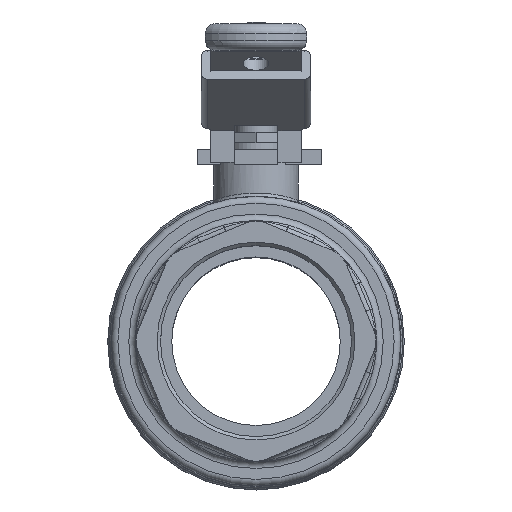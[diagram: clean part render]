
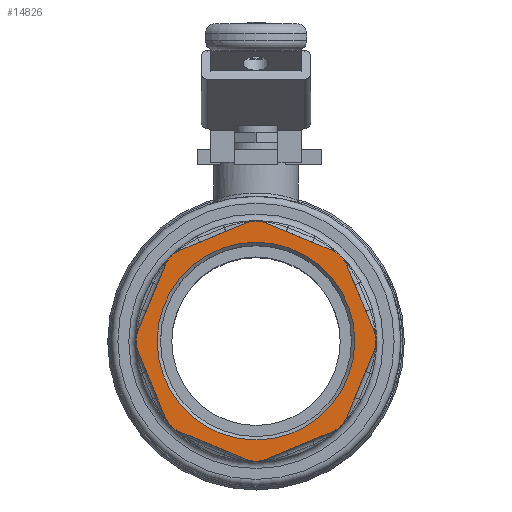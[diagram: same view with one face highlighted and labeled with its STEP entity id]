
A CAD part, top view. The second image highlights one B-rep face of the part: STEP entity #14826.
In plain terms, the highlighted planar face has unit normal (0, 0, 1).
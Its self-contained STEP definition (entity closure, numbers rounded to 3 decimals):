
#438=PLANE('',#15726);
#773=FACE_BOUND('',#1679,.T.);
#835=FACE_OUTER_BOUND('',#1678,.T.);
#1678=EDGE_LOOP('',(#9723,#9724,#9725,#9726,#9727,#9728,#9729,#9730,#9731,
#9732,#9733,#9734,#9735,#9736,#9737,#9738));
#1679=EDGE_LOOP('',(#9739));
#3405=LINE('',#19997,#4517);
#3406=LINE('',#20001,#4518);
#3407=LINE('',#20005,#4519);
#3408=LINE('',#20009,#4520);
#3409=LINE('',#20013,#4521);
#3410=LINE('',#20017,#4522);
#3411=LINE('',#20021,#4523);
#3412=LINE('',#20025,#4524);
#4517=VECTOR('',#16536,10.);
#4518=VECTOR('',#16539,10.);
#4519=VECTOR('',#16542,10.);
#4520=VECTOR('',#16545,10.);
#4521=VECTOR('',#16548,10.);
#4522=VECTOR('',#16551,10.);
#4523=VECTOR('',#16554,10.);
#4524=VECTOR('',#16557,10.);
#5624=CIRCLE('',#15720,29.328);
#5629=CIRCLE('',#15727,8.);
#5630=CIRCLE('',#15728,8.);
#5631=CIRCLE('',#15729,8.);
#5632=CIRCLE('',#15730,8.);
#5633=CIRCLE('',#15731,8.);
#5634=CIRCLE('',#15732,8.);
#5635=CIRCLE('',#15733,8.);
#5636=CIRCLE('',#15734,8.);
#6066=VERTEX_POINT('',#19981);
#6071=VERTEX_POINT('',#19995);
#6072=VERTEX_POINT('',#19996);
#6073=VERTEX_POINT('',#19998);
#6074=VERTEX_POINT('',#20000);
#6075=VERTEX_POINT('',#20002);
#6076=VERTEX_POINT('',#20004);
#6077=VERTEX_POINT('',#20006);
#6078=VERTEX_POINT('',#20008);
#6079=VERTEX_POINT('',#20010);
#6080=VERTEX_POINT('',#20012);
#6081=VERTEX_POINT('',#20014);
#6082=VERTEX_POINT('',#20016);
#6083=VERTEX_POINT('',#20018);
#6084=VERTEX_POINT('',#20020);
#6085=VERTEX_POINT('',#20022);
#6086=VERTEX_POINT('',#20024);
#7515=EDGE_CURVE('',#6066,#6066,#5624,.T.);
#7522=EDGE_CURVE('',#6071,#6072,#3405,.T.);
#7523=EDGE_CURVE('',#6072,#6073,#5629,.T.);
#7524=EDGE_CURVE('',#6073,#6074,#3406,.T.);
#7525=EDGE_CURVE('',#6074,#6075,#5630,.T.);
#7526=EDGE_CURVE('',#6075,#6076,#3407,.T.);
#7527=EDGE_CURVE('',#6076,#6077,#5631,.T.);
#7528=EDGE_CURVE('',#6077,#6078,#3408,.T.);
#7529=EDGE_CURVE('',#6078,#6079,#5632,.T.);
#7530=EDGE_CURVE('',#6079,#6080,#3409,.T.);
#7531=EDGE_CURVE('',#6080,#6081,#5633,.T.);
#7532=EDGE_CURVE('',#6081,#6082,#3410,.T.);
#7533=EDGE_CURVE('',#6082,#6083,#5634,.T.);
#7534=EDGE_CURVE('',#6083,#6084,#3411,.T.);
#7535=EDGE_CURVE('',#6084,#6085,#5635,.T.);
#7536=EDGE_CURVE('',#6085,#6086,#3412,.T.);
#7537=EDGE_CURVE('',#6086,#6071,#5636,.T.);
#9723=ORIENTED_EDGE('',*,*,#7522,.T.);
#9724=ORIENTED_EDGE('',*,*,#7523,.T.);
#9725=ORIENTED_EDGE('',*,*,#7524,.T.);
#9726=ORIENTED_EDGE('',*,*,#7525,.T.);
#9727=ORIENTED_EDGE('',*,*,#7526,.T.);
#9728=ORIENTED_EDGE('',*,*,#7527,.T.);
#9729=ORIENTED_EDGE('',*,*,#7528,.T.);
#9730=ORIENTED_EDGE('',*,*,#7529,.T.);
#9731=ORIENTED_EDGE('',*,*,#7530,.T.);
#9732=ORIENTED_EDGE('',*,*,#7531,.T.);
#9733=ORIENTED_EDGE('',*,*,#7532,.T.);
#9734=ORIENTED_EDGE('',*,*,#7533,.T.);
#9735=ORIENTED_EDGE('',*,*,#7534,.T.);
#9736=ORIENTED_EDGE('',*,*,#7535,.T.);
#9737=ORIENTED_EDGE('',*,*,#7536,.T.);
#9738=ORIENTED_EDGE('',*,*,#7537,.T.);
#9739=ORIENTED_EDGE('',*,*,#7515,.F.);
#14826=ADVANCED_FACE('',(#835,#773),#438,.T.);
#15720=AXIS2_PLACEMENT_3D('',#19982,#16520,#16521);
#15726=AXIS2_PLACEMENT_3D('',#19994,#16534,#16535);
#15727=AXIS2_PLACEMENT_3D('',#19999,#16537,#16538);
#15728=AXIS2_PLACEMENT_3D('',#20003,#16540,#16541);
#15729=AXIS2_PLACEMENT_3D('',#20007,#16543,#16544);
#15730=AXIS2_PLACEMENT_3D('',#20011,#16546,#16547);
#15731=AXIS2_PLACEMENT_3D('',#20015,#16549,#16550);
#15732=AXIS2_PLACEMENT_3D('',#20019,#16552,#16553);
#15733=AXIS2_PLACEMENT_3D('',#20023,#16555,#16556);
#15734=AXIS2_PLACEMENT_3D('',#20026,#16558,#16559);
#16520=DIRECTION('center_axis',(0.,0.,1.));
#16521=DIRECTION('ref_axis',(-1.,0.,0.));
#16534=DIRECTION('center_axis',(0.,0.,1.));
#16535=DIRECTION('ref_axis',(1.,0.,0.));
#16536=DIRECTION('',(-0.924,-0.383,0.));
#16537=DIRECTION('center_axis',(0.,0.,1.));
#16538=DIRECTION('ref_axis',(-0.383,0.924,0.));
#16539=DIRECTION('',(-0.383,-0.924,0.));
#16540=DIRECTION('center_axis',(0.,0.,1.));
#16541=DIRECTION('ref_axis',(-0.924,0.383,0.));
#16542=DIRECTION('',(0.383,-0.924,0.));
#16543=DIRECTION('center_axis',(0.,0.,1.));
#16544=DIRECTION('ref_axis',(-0.924,-0.383,0.));
#16545=DIRECTION('',(0.924,-0.383,0.));
#16546=DIRECTION('center_axis',(0.,0.,1.));
#16547=DIRECTION('ref_axis',(-0.383,-0.924,0.));
#16548=DIRECTION('',(0.924,0.383,0.));
#16549=DIRECTION('center_axis',(0.,0.,1.));
#16550=DIRECTION('ref_axis',(0.383,-0.924,0.));
#16551=DIRECTION('',(0.383,0.924,0.));
#16552=DIRECTION('center_axis',(0.,0.,1.));
#16553=DIRECTION('ref_axis',(0.924,-0.383,0.));
#16554=DIRECTION('',(-0.383,0.924,0.));
#16555=DIRECTION('center_axis',(0.,0.,1.));
#16556=DIRECTION('ref_axis',(0.924,0.383,0.));
#16557=DIRECTION('',(-0.924,0.383,0.));
#16558=DIRECTION('center_axis',(0.,0.,1.));
#16559=DIRECTION('ref_axis',(0.383,0.924,0.));
#19981=CARTESIAN_POINT('',(29.328,0.,97.5));
#19982=CARTESIAN_POINT('Origin',(0.,0.,97.5));
#19994=CARTESIAN_POINT('Origin',(0.,0.,
97.5));
#19995=CARTESIAN_POINT('',(-3.061,34.992,97.5));
#19996=CARTESIAN_POINT('',(-22.578,26.908,97.5));
#19997=CARTESIAN_POINT('',(-3.061,34.992,97.5));
#19998=CARTESIAN_POINT('',(-26.908,22.578,97.5));
#19999=CARTESIAN_POINT('Origin',(-19.517,19.517,97.5));
#20000=CARTESIAN_POINT('',(-34.992,3.061,97.5));
#20001=CARTESIAN_POINT('',(-26.908,22.578,97.5));
#20002=CARTESIAN_POINT('',(-34.992,-3.061,97.5));
#20003=CARTESIAN_POINT('Origin',(-27.601,0.,
97.5));
#20004=CARTESIAN_POINT('',(-26.908,-22.578,97.5));
#20005=CARTESIAN_POINT('',(-34.992,-3.061,97.5));
#20006=CARTESIAN_POINT('',(-22.578,-26.908,97.5));
#20007=CARTESIAN_POINT('Origin',(-19.517,-19.517,97.5));
#20008=CARTESIAN_POINT('',(-3.061,-34.992,97.5));
#20009=CARTESIAN_POINT('',(-22.578,-26.908,97.5));
#20010=CARTESIAN_POINT('',(3.061,-34.992,97.5));
#20011=CARTESIAN_POINT('Origin',(0.,-27.601,
97.5));
#20012=CARTESIAN_POINT('',(22.578,-26.908,97.5));
#20013=CARTESIAN_POINT('',(3.061,-34.992,97.5));
#20014=CARTESIAN_POINT('',(26.908,-22.578,97.5));
#20015=CARTESIAN_POINT('Origin',(19.517,-19.517,97.5));
#20016=CARTESIAN_POINT('',(34.992,-3.061,97.5));
#20017=CARTESIAN_POINT('',(26.908,-22.578,97.5));
#20018=CARTESIAN_POINT('',(34.992,3.061,97.5));
#20019=CARTESIAN_POINT('Origin',(27.601,0.,
97.5));
#20020=CARTESIAN_POINT('',(26.908,22.578,97.5));
#20021=CARTESIAN_POINT('',(34.992,3.061,97.5));
#20022=CARTESIAN_POINT('',(22.578,26.908,97.5));
#20023=CARTESIAN_POINT('Origin',(19.517,19.517,97.5));
#20024=CARTESIAN_POINT('',(3.061,34.992,97.5));
#20025=CARTESIAN_POINT('',(22.578,26.908,97.5));
#20026=CARTESIAN_POINT('Origin',(0.,27.601,97.5));
